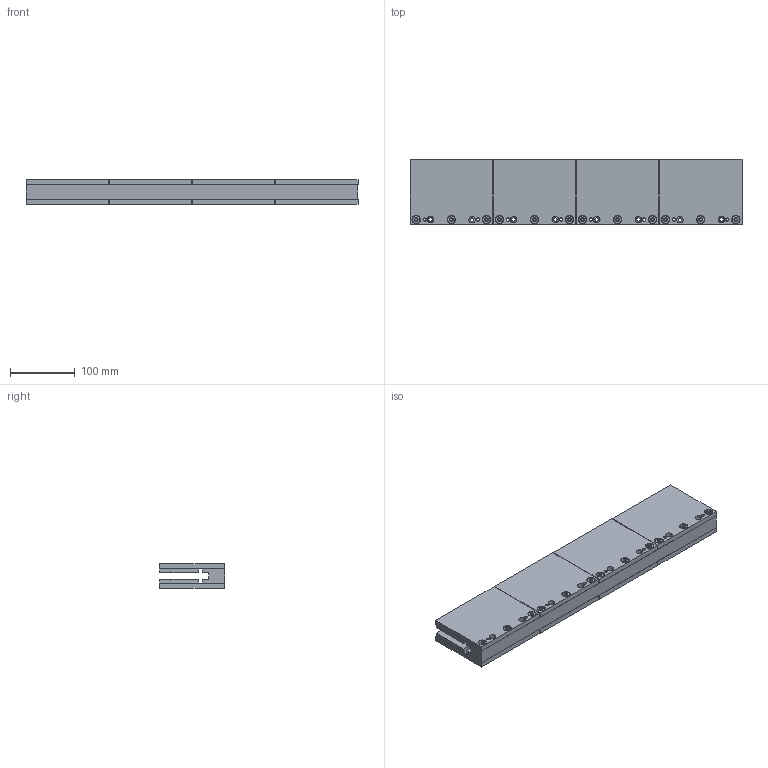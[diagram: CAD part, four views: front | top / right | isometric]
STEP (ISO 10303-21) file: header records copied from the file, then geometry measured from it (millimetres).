
FILE_DESCRIPTION((''),'2;1');
FILE_NAME('1258335-06-Z01','2019-02-08T11:16:06',('ch52332'),(''),'CREO PARAMETRIC BY PTC INC, 2017380','CREO PARAMETRIC BY PTC INC, 2017380','');
FILE_SCHEMA(('AUTOMOTIVE_DESIGN { 1 0 10303 214 1 1 1 1 }'));
Length unit declared in the file: millimetre
Products named in the file (1): 1258335-06-Z01
Bounding box: 511.15 x 100.1 x 38.11 mm (x, y, z)
Volume: 1470769.1 mm3; surface area: 279561.9 mm2
Topology: 1 solids, 1 shells, 922 faces, 2224 edges, 1416 vertices
Faces by surface type: cylinder 432, plane 298, cone 192
Entity records: 29598 total; most frequent: CARTESIAN_POINT 6772, ORIENTED_EDGE 4448, DIRECTION 4412, EDGE_CURVE 2224, AXIS2_PLACEMENT_3D 1698, VERTEX_POINT 1416, EDGE_LOOP 1066, VECTOR 1016
